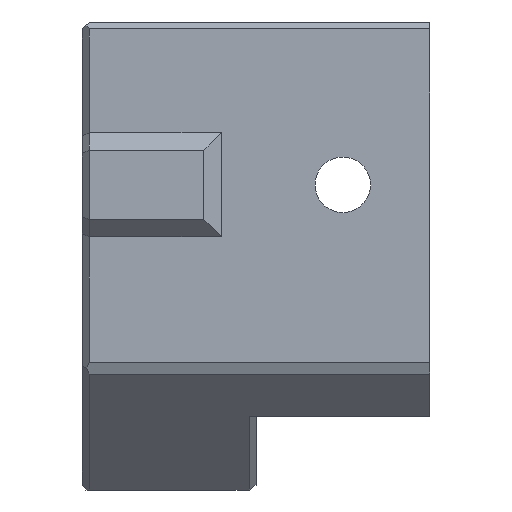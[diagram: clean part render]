
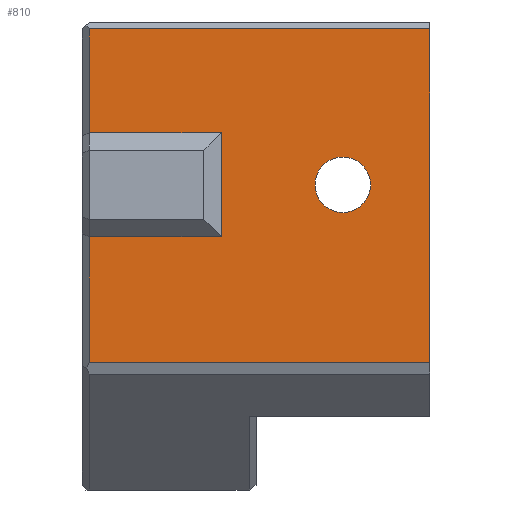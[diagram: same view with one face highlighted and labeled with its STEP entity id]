
A CAD part, left-side view. The second image highlights one B-rep face of the part: STEP entity #810.
In plain terms, the highlighted planar face has unit normal (-1, 0, 0).
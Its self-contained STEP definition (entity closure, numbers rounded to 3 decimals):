
#16=FACE_BOUND('',#95,.T.);
#19=CIRCLE('',#870,1.6);
#49=FACE_OUTER_BOUND('',#94,.T.);
#94=EDGE_LOOP('',(#647,#648,#649,#650,#651,#652,#653,#654));
#95=EDGE_LOOP('',(#655));
#115=LINE('',#1100,#225);
#128=LINE('',#1126,#238);
#136=LINE('',#1142,#246);
#181=LINE('',#1230,#291);
#189=LINE('',#1247,#299);
#193=LINE('',#1254,#303);
#194=LINE('',#1256,#304);
#195=LINE('',#1257,#305);
#225=VECTOR('',#893,10.);
#238=VECTOR('',#912,10.);
#246=VECTOR('',#922,10.);
#291=VECTOR('',#1005,10.);
#299=VECTOR('',#1019,10.);
#303=VECTOR('',#1027,10.);
#304=VECTOR('',#1028,10.);
#305=VECTOR('',#1029,10.);
#335=VERTEX_POINT('',#1097);
#336=VERTEX_POINT('',#1099);
#346=VERTEX_POINT('',#1125);
#353=VERTEX_POINT('',#1141);
#377=VERTEX_POINT('',#1228);
#382=VERTEX_POINT('',#1241);
#384=VERTEX_POINT('',#1253);
#385=VERTEX_POINT('',#1255);
#386=VERTEX_POINT('',#1258);
#403=EDGE_CURVE('',#335,#336,#115,.T.);
#416=EDGE_CURVE('',#336,#346,#128,.T.);
#424=EDGE_CURVE('',#346,#353,#136,.T.);
#469=EDGE_CURVE('',#377,#335,#181,.T.);
#477=EDGE_CURVE('',#353,#382,#189,.T.);
#481=EDGE_CURVE('',#377,#384,#193,.T.);
#482=EDGE_CURVE('',#384,#385,#194,.T.);
#483=EDGE_CURVE('',#385,#382,#195,.T.);
#484=EDGE_CURVE('',#386,#386,#19,.T.);
#647=ORIENTED_EDGE('',*,*,#403,.F.);
#648=ORIENTED_EDGE('',*,*,#469,.F.);
#649=ORIENTED_EDGE('',*,*,#481,.T.);
#650=ORIENTED_EDGE('',*,*,#482,.T.);
#651=ORIENTED_EDGE('',*,*,#483,.T.);
#652=ORIENTED_EDGE('',*,*,#477,.F.);
#653=ORIENTED_EDGE('',*,*,#424,.F.);
#654=ORIENTED_EDGE('',*,*,#416,.F.);
#655=ORIENTED_EDGE('',*,*,#484,.T.);
#766=PLANE('',#869);
#810=ADVANCED_FACE('',(#49,#16),#766,.T.);
#869=AXIS2_PLACEMENT_3D('',#1252,#1025,#1026);
#870=AXIS2_PLACEMENT_3D('',#1259,#1030,#1031);
#893=DIRECTION('',(0.,-1.,0.));
#912=DIRECTION('',(0.,0.,-1.));
#922=DIRECTION('',(0.,1.,0.));
#1005=DIRECTION('',(0.,0.,1.));
#1019=DIRECTION('',(0.,0.,1.));
#1025=DIRECTION('center_axis',(-1.,0.,0.));
#1026=DIRECTION('ref_axis',(0.,0.,1.));
#1027=DIRECTION('',(0.,-1.,0.));
#1028=DIRECTION('',(0.,0.,-1.));
#1029=DIRECTION('',(0.,1.,0.));
#1030=DIRECTION('center_axis',(1.,0.,0.));
#1031=DIRECTION('ref_axis',(0.,-1.,0.));
#1097=CARTESIAN_POINT('',(0.,9.6,-0.4));
#1099=CARTESIAN_POINT('',(0.,-10.,-0.4));
#1100=CARTESIAN_POINT('',(0.,0.,-0.4));
#1125=CARTESIAN_POINT('',(0.,-10.,-19.6));
#1126=CARTESIAN_POINT('',(0.,-10.,-23.));
#1141=CARTESIAN_POINT('',(0.,9.6,-19.6));
#1142=CARTESIAN_POINT('',(0.,0.,-19.6));
#1228=CARTESIAN_POINT('',(0.,9.6,-6.379));
#1230=CARTESIAN_POINT('',(0.,9.6,-16.811));
#1241=CARTESIAN_POINT('',(0.,9.6,-12.379));
#1247=CARTESIAN_POINT('',(0.,9.6,-16.811));
#1252=CARTESIAN_POINT('Origin',(0.,0.,-20.));
#1253=CARTESIAN_POINT('',(0.,2.,-6.379));
#1254=CARTESIAN_POINT('',(0.,1.,-6.379));
#1255=CARTESIAN_POINT('',(0.,2.,-12.379));
#1256=CARTESIAN_POINT('',(0.,2.,-16.189));
#1257=CARTESIAN_POINT('',(0.,5.,-12.379));
#1258=CARTESIAN_POINT('',(0.,-3.4,-9.379));
#1259=CARTESIAN_POINT('Origin',(0.,-5.,-9.379));
